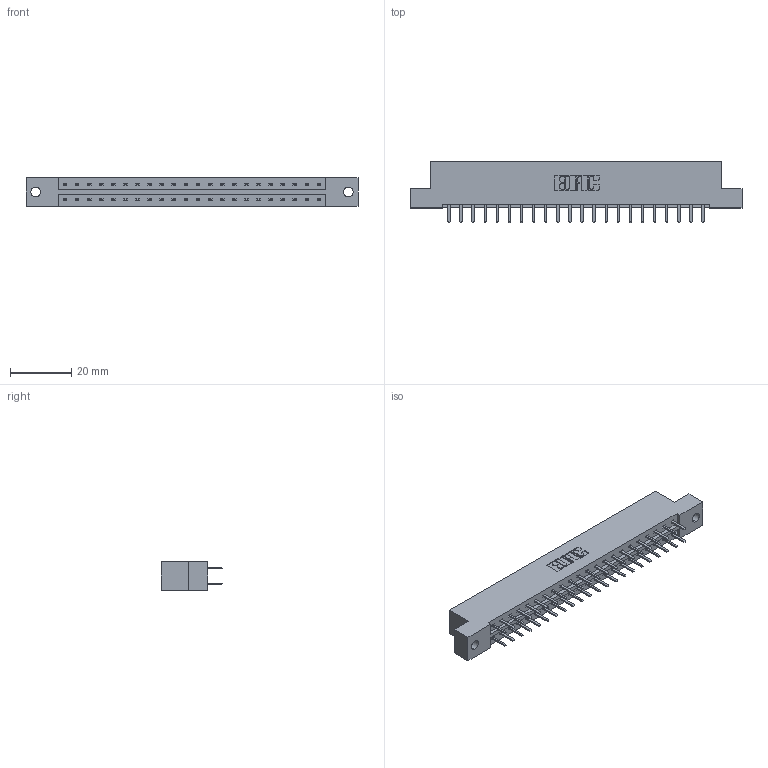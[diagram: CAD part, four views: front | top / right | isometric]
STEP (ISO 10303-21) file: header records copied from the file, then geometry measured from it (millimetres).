
FILE_DESCRIPTION (( 'STEP AP203' ), '1' );
FILE_NAME ('333-044-520-202.STEP', '2018-08-03T20:53:00', ( '' ), ( '' ), 'SwSTEP 2.0', 'SolidWorks 2016', '' );
FILE_SCHEMA (( 'CONFIG_CONTROL_DESIGN' ));
Length unit declared in the file: inch
Products named in the file (3): 333-044-520-202; 333 Part_Flush - .128 Dia; 345-292-001_345-293-120
Assembly tree (45 placements, depth 2):
  333-044-520-202
    333 Part_Flush - .128 Dia
    345-292-001_345-293-120  x44
Bounding box: 108.71 x 20.02 x 9.4 mm (x, y, z)
Volume: 10855.8 mm3; surface area: 12294.8 mm2
Topology: 45 solids, 45 shells, 2578 faces, 7483 edges, 4870 vertices
Faces by surface type: plane 1742, cylinder 836
Entity records: 16857 total; most frequent: CARTESIAN_POINT 2830, ORIENTED_EDGE 2754, DIRECTION 2441, EDGE_CURVE 1377, VECTOR 1245, LINE 1245, VERTEX_POINT 914, AXIS2_PLACEMENT_3D 598
